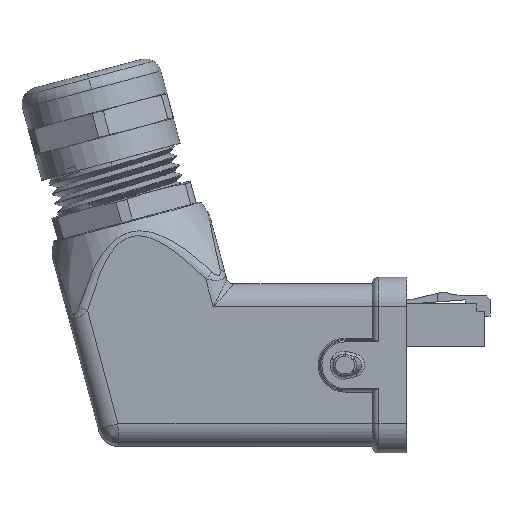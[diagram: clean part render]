
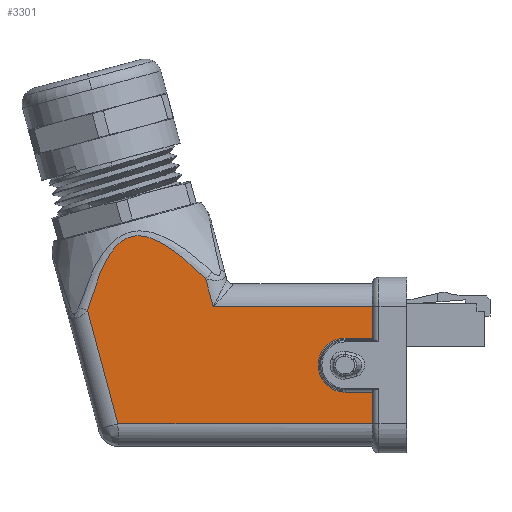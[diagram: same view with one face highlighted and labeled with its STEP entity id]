
A CAD part, left-side view. The second image highlights one B-rep face of the part: STEP entity #3301.
In plain terms, the highlighted planar face has unit normal (-1, 0, 0).
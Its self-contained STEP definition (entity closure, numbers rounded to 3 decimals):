
#2336=FACE_OUTER_BOUND('',#5271,.T.);
#3301=ADVANCED_FACE('',(#2336),#3765,.T.);
#3765=PLANE('',#19316);
#4105=CIRCLE('',#19164,4.154);
#5271=EDGE_LOOP('',(#10944,#10945,#10946,#10947,#10948,#10949,#10950,#10951,
#10952,#10953));
#6130=B_SPLINE_CURVE_WITH_KNOTS('',3,(#38427,#38428,#38429,#38430,#38431,
#38432,#38433,#38434,#38435,#38436,#38437,#38438,#38439,#38440,#38441,#38442,
#38443,#38444,#38445,#38446,#38447,#38448),.UNSPECIFIED.,.F.,.F.,(4,1,1,
1,1,1,1,1,1,1,1,1,1,1,1,1,1,1,1,4),(0.,0.053,0.105,
0.158,0.211,0.263,0.316,0.368,
0.421,0.474,0.526,0.579,0.632,
0.684,0.737,0.789,0.842,0.895,
0.947,1.),.UNSPECIFIED.);
#10944=ORIENTED_EDGE('',*,*,#15067,.T.);
#10945=ORIENTED_EDGE('',*,*,#15063,.F.);
#10946=ORIENTED_EDGE('',*,*,#15061,.T.);
#10947=ORIENTED_EDGE('',*,*,#15084,.T.);
#10948=ORIENTED_EDGE('',*,*,#15336,.T.);
#10949=ORIENTED_EDGE('',*,*,#15337,.F.);
#10950=ORIENTED_EDGE('',*,*,#15309,.F.);
#10951=ORIENTED_EDGE('',*,*,#15095,.F.);
#10952=ORIENTED_EDGE('',*,*,#15335,.T.);
#10953=ORIENTED_EDGE('',*,*,#15338,.T.);
#12664=VERTEX_POINT('',#36699);
#12665=VERTEX_POINT('',#36701);
#12666=VERTEX_POINT('',#36705);
#12669=VERTEX_POINT('',#36713);
#12679=VERTEX_POINT('',#36759);
#12684=VERTEX_POINT('',#36793);
#12687=VERTEX_POINT('',#36832);
#12823=VERTEX_POINT('',#38449);
#12835=VERTEX_POINT('',#39420);
#12836=VERTEX_POINT('',#39424);
#15061=EDGE_CURVE('',#12665,#12664,#16622,.T.);
#15063=EDGE_CURVE('',#12665,#12666,#4105,.T.);
#15067=EDGE_CURVE('',#12669,#12666,#16623,.T.);
#15084=EDGE_CURVE('',#12664,#12679,#16632,.T.);
#15095=EDGE_CURVE('',#12684,#12687,#16636,.T.);
#15309=EDGE_CURVE('',#12687,#12823,#6130,.T.);
#15335=EDGE_CURVE('',#12684,#12835,#16713,.T.);
#15336=EDGE_CURVE('',#12679,#12836,#16714,.T.);
#15337=EDGE_CURVE('',#12823,#12836,#16715,.T.);
#15338=EDGE_CURVE('',#12835,#12669,#16716,.T.);
#16622=LINE('',#36700,#17966);
#16623=LINE('',#36712,#17967);
#16632=LINE('',#36760,#17976);
#16636=LINE('',#36839,#17980);
#16713=LINE('',#39421,#18057);
#16714=LINE('',#39423,#18058);
#16715=LINE('',#39425,#18059);
#16716=LINE('',#39426,#18060);
#17966=VECTOR('',#22699,1.);
#17967=VECTOR('',#22714,1.);
#17976=VECTOR('',#22743,1.);
#17980=VECTOR('',#22751,1.);
#18057=VECTOR('',#23096,1.);
#18058=VECTOR('',#23099,1.);
#18059=VECTOR('',#23100,1.);
#18060=VECTOR('',#23101,1.);
#19164=AXIS2_PLACEMENT_3D('',#36704,#22704,#22705);
#19316=AXIS2_PLACEMENT_3D('',#39427,#23102,#23103);
#22699=DIRECTION('',(0.,-1.,0.));
#22704=DIRECTION('',(-1.,0.,0.));
#22705=DIRECTION('',(0.,0.,1.));
#22714=DIRECTION('',(0.,1.,0.));
#22743=DIRECTION('',(0.,0.,1.));
#22751=DIRECTION('',(0.,0.259,0.966));
#23096=DIRECTION('',(0.,-1.,0.));
#23099=DIRECTION('',(0.,1.,0.));
#23100=DIRECTION('',(0.,-0.259,-0.966));
#23101=DIRECTION('',(0.,0.,1.));
#23102=DIRECTION('',(-1.,0.,0.));
#23103=DIRECTION('',(0.,0.,1.));
#36699=CARTESIAN_POINT('',(-12.5,5.3,4.153));
#36700=CARTESIAN_POINT('',(-12.5,9.5,4.153));
#36701=CARTESIAN_POINT('',(-12.5,9.5,4.153));
#36704=CARTESIAN_POINT('',(-12.5,9.5,0.));
#36705=CARTESIAN_POINT('',(-12.5,9.5,-4.154));
#36712=CARTESIAN_POINT('',(-12.5,5.3,-4.153));
#36713=CARTESIAN_POINT('',(-12.5,5.3,-4.153));
#36759=CARTESIAN_POINT('',(-12.5,5.3,9.));
#36760=CARTESIAN_POINT('',(-12.5,5.3,4.153));
#36793=CARTESIAN_POINT('',(-12.5,44.428,-9.));
#36832=CARTESIAN_POINT('',(-12.5,49.098,8.425));
#36839=CARTESIAN_POINT('',(-12.5,44.428,-9.));
#38427=CARTESIAN_POINT('',(-12.5,49.098,8.425));
#38428=CARTESIAN_POINT('',(-12.5,48.929,9.04));
#38429=CARTESIAN_POINT('',(-12.5,48.576,10.25));
#38430=CARTESIAN_POINT('',(-12.5,48.022,11.98));
#38431=CARTESIAN_POINT('',(-12.5,47.371,13.713));
#38432=CARTESIAN_POINT('',(-12.5,46.715,15.225));
#38433=CARTESIAN_POINT('',(-12.5,45.835,16.854));
#38434=CARTESIAN_POINT('',(-12.5,45.149,17.763));
#38435=CARTESIAN_POINT('',(-12.5,44.574,18.44));
#38436=CARTESIAN_POINT('',(-12.5,43.77,19.125));
#38437=CARTESIAN_POINT('',(-12.5,42.913,19.587));
#38438=CARTESIAN_POINT('',(-12.5,42.066,19.845));
#38439=CARTESIAN_POINT('',(-12.5,41.088,19.899));
#38440=CARTESIAN_POINT('',(-12.5,40.056,19.75));
#38441=CARTESIAN_POINT('',(-12.5,39.026,19.437));
#38442=CARTESIAN_POINT('',(-12.5,37.682,18.776));
#38443=CARTESIAN_POINT('',(-12.5,36.583,18.103));
#38444=CARTESIAN_POINT('',(-12.5,35.138,17.066));
#38445=CARTESIAN_POINT('',(-12.5,33.755,15.92));
#38446=CARTESIAN_POINT('',(-12.5,32.364,14.673));
#38447=CARTESIAN_POINT('',(-12.5,31.416,13.764));
#38448=CARTESIAN_POINT('',(-12.5,30.938,13.291));
#38449=CARTESIAN_POINT('',(-12.5,30.938,13.291));
#39420=CARTESIAN_POINT('',(-12.5,5.3,-9.));
#39421=CARTESIAN_POINT('',(-12.5,44.428,-9.));
#39423=CARTESIAN_POINT('',(-12.5,5.3,9.));
#39424=CARTESIAN_POINT('',(-12.5,29.788,9.));
#39425=CARTESIAN_POINT('',(-12.5,30.938,13.291));
#39426=CARTESIAN_POINT('',(-12.5,5.3,-9.));
#39427=CARTESIAN_POINT('',(-12.5,5.3,-9.));
